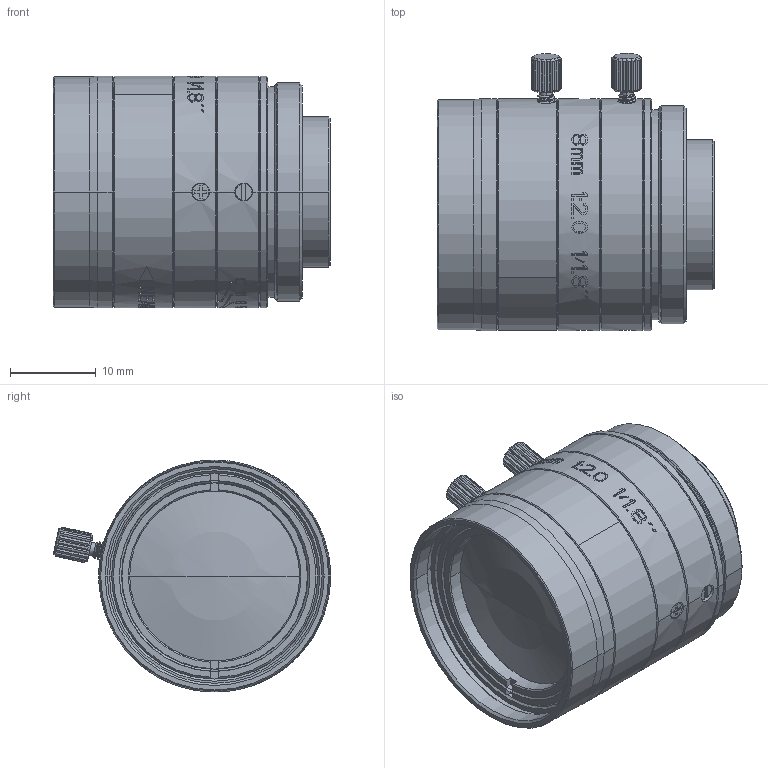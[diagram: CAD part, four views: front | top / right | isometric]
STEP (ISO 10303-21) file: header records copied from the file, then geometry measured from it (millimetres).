
FILE_DESCRIPTION(('FreeCAD Model'),'2;1');
FILE_NAME('Open CASCADE Shape Model','2025-01-22T10:00:10',('Author'),( ''),'Open CASCADE STEP processor 7.8','FreeCAD','Unknown');
FILE_SCHEMA(('AUTOMOTIVE_DESIGN { 1 0 10303 214 1 1 1 1 }'));
Length unit declared in the file: millimetre
Products named in the file (43): VA-LCM-5MP-08MM-F2.0-018; 503; SOLID; COMPOUND007; COMPOUND; COMPOUND001; COMPOUND002; COMPOUND003; COMPOUND004; COMPOUND005; COMPOUND006; 202_ASM; 306; 515; SOLID001; SHELL; 504; SOLID002; SHELL001; 505; M14252001; 506; SOLID003; COMPOUND010; COMPOUND008; COMPOUND009; 541; SOLID004; SHELL002; 507; SOLID005; SHELL003; 201_ASM; 501; SOLID006; COMPOUND013; COMPOUND011; COMPOUND012; 301; 511 ...
Assembly tree (47 placements, depth 5):
  VA-LCM-5MP-08MM-F2.0-018
    503
      SOLID
      COMPOUND007
        COMPOUND
        COMPOUND001
        COMPOUND002
        COMPOUND003
        COMPOUND004
        COMPOUND005
        COMPOUND006
    202_ASM
      306
      515
        SOLID001
        SHELL
    504
      SOLID002
      SHELL001
    505
    M14252001  x5
    506
      SOLID003
      COMPOUND010
        COMPOUND008
        COMPOUND009
    541
      SOLID004
      SHELL002
    507
      SOLID005
      SHELL003
    201_ASM
      501
        SOLID006
        COMPOUND013
          COMPOUND011
          COMPOUND012
      301
      511
        SOLID007
        SHELL004
    531  x2
Bounding box: 32.36 x 32.28 x 27 mm (x, y, z)
Volume: 7728.3 mm3; surface area: 15496.6 mm2
Topology: 18 solids, 34 shells, 1681 faces, 4464 edges, 2905 vertices
Faces by surface type: plane 582, bspline 566, cylinder 322, cone 201, sphere 8, torus 2
Entity records: 63428 total; most frequent: CARTESIAN_POINT 27921, ORIENTED_EDGE 7936, DIRECTION 5748, EDGE_CURVE 4009, VERTEX_POINT 2613, AXIS2_PLACEMENT_3D 1940, LINE 1868, VECTOR 1868
